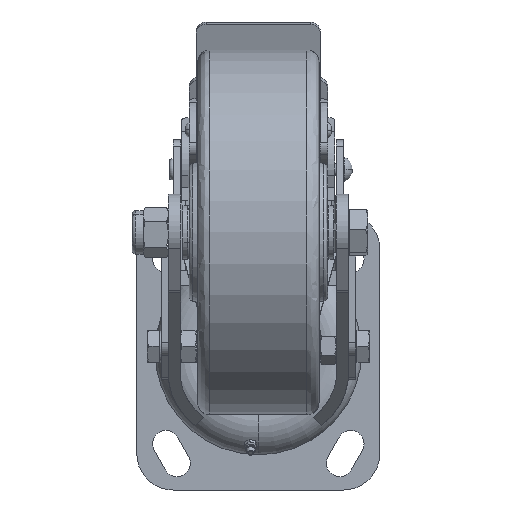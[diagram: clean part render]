
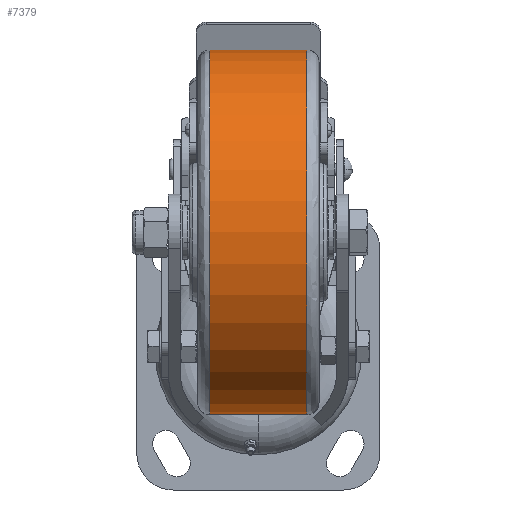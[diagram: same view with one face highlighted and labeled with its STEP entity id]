
A CAD part, front view. The second image highlights one B-rep face of the part: STEP entity #7379.
In plain terms, the highlighted cylindrical face has radius 75 mm (diameter 150 mm), a partial arc.
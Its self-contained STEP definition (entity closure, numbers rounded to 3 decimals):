
#557 = CIRCLE ( 'NONE', #4963, 75. ) ;
#2162 = ORIENTED_EDGE ( 'NONE', *, *, #27489, .T. ) ;
#2442 = CARTESIAN_POINT ( 'NONE',  ( 0., -77.266, -239.364 ) ) ;
#2540 = CARTESIAN_POINT ( 'NONE',  ( -20., -77.266, -89.364 ) ) ;
#4963 = AXIS2_PLACEMENT_3D ( 'NONE', #19543, #32114, #11879 ) ;
#5386 = VERTEX_POINT ( 'NONE', #13397 ) ;
#6664 = AXIS2_PLACEMENT_3D ( 'NONE', #14215, #17876, #18156 ) ;
#7379 = ADVANCED_FACE ( 'NONE', ( #14852 ), #8009, .T. ) ;
#8009 = CYLINDRICAL_SURFACE ( 'NONE', #6664, 75. ) ;
#8261 = ORIENTED_EDGE ( 'NONE', *, *, #31828, .T. ) ;
#9862 = CARTESIAN_POINT ( 'NONE',  ( 20., -77.266, -89.364 ) ) ;
#10072 = VERTEX_POINT ( 'NONE', #32826 ) ;
#10321 = CARTESIAN_POINT ( 'NONE',  ( 0., -77.266, -89.364 ) ) ;
#10576 = ORIENTED_EDGE ( 'NONE', *, *, #20876, .F. ) ;
#11569 = DIRECTION ( 'NONE',  ( 0., 0., -1. ) ) ;
#11879 = DIRECTION ( 'NONE',  ( 0., 0., -1. ) ) ;
#12111 = AXIS2_PLACEMENT_3D ( 'NONE', #25211, #27229, #11569 ) ;
#13397 = CARTESIAN_POINT ( 'NONE',  ( -20., -77.266, -239.364 ) ) ;
#13596 = VECTOR ( 'NONE', #25528, 1000. ) ;
#14215 = CARTESIAN_POINT ( 'NONE',  ( 0., -77.266, -164.364 ) ) ;
#14852 = FACE_OUTER_BOUND ( 'NONE', #20391, .T. ) ;
#14989 = VERTEX_POINT ( 'NONE', #9862 ) ;
#16394 = VERTEX_POINT ( 'NONE', #2540 ) ;
#17876 = DIRECTION ( 'NONE',  ( 1., 0., 0. ) ) ;
#18156 = DIRECTION ( 'NONE',  ( 0., 0., -1. ) ) ;
#19543 = CARTESIAN_POINT ( 'NONE',  ( -20., -77.266, -164.364 ) ) ;
#20094 = EDGE_CURVE ( 'NONE', #10072, #14989, #28367, .T. ) ;
#20391 = EDGE_LOOP ( 'NONE', ( #10576, #2162, #8261, #30602 ) ) ;
#20876 = EDGE_CURVE ( 'NONE', #16394, #14989, #31488, .T. ) ;
#23930 = VECTOR ( 'NONE', #28213, 1000. ) ;
#25161 = LINE ( 'NONE', #2442, #13596 ) ;
#25211 = CARTESIAN_POINT ( 'NONE',  ( 20., -77.266, -164.364 ) ) ;
#25528 = DIRECTION ( 'NONE',  ( 1., 0., 0. ) ) ;
#27229 = DIRECTION ( 'NONE',  ( -1., 0., 0. ) ) ;
#27489 = EDGE_CURVE ( 'NONE', #16394, #5386, #557, .T. ) ;
#28213 = DIRECTION ( 'NONE',  ( 1., 0., 0. ) ) ;
#28367 = CIRCLE ( 'NONE', #12111, 75. ) ;
#30602 = ORIENTED_EDGE ( 'NONE', *, *, #20094, .T. ) ;
#31488 = LINE ( 'NONE', #10321, #23930 ) ;
#31828 = EDGE_CURVE ( 'NONE', #5386, #10072, #25161, .T. ) ;
#32114 = DIRECTION ( 'NONE',  ( 1., 0., 0. ) ) ;
#32826 = CARTESIAN_POINT ( 'NONE',  ( 20., -77.266, -239.364 ) ) ;
